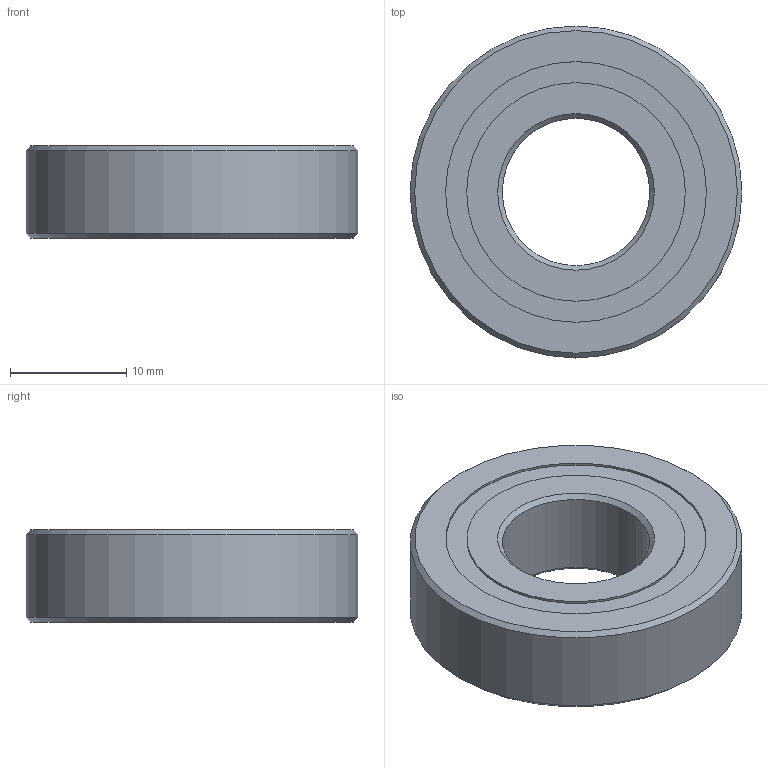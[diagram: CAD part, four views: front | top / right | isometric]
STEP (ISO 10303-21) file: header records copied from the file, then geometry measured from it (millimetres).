
FILE_DESCRIPTION(/* description */ (''),/* implementation_level */ '2;1');
FILE_NAME(/* name */ 'BEARING.stp',/* time_stamp */ '2023-04-23T11:42:40-04:00',/* author */ ('jjdbr'),/* organization */ (''),/* preprocessor_version */ 'ST-DEVELOPER v19',/* originating_system */ 'Autodesk Inventor 2023',/* authorisation */ '');
FILE_SCHEMA (('AUTOMOTIVE_DESIGN { 1 0 10303 214 3 1 1 }'));
Length unit declared in the file: millimetre
Products named in the file (1): FDF-HYDRO.BRAKE-BEARING
Bounding box: 28.57 x 28.57 x 7.94 mm (x, y, z)
Volume: 3526.4 mm3; surface area: 4326.7 mm2
Topology: 14 solids, 14 shells, 34 faces, 72 edges, 46 vertices
Faces by surface type: cylinder 10, sphere 10, plane 8, cone 4, torus 2
Full cylindrical faces by diameter (mm): 12.7 x1, 18.823 x4, 22.452 x4, 28.575 x1
Entity records: 881 total; most frequent: DIRECTION 160, CARTESIAN_POINT 133, ORIENTED_EDGE 104, AXIS2_PLACEMENT_3D 73, EDGE_CURVE 52, VERTEX_POINT 46, EDGE_LOOP 42, CIRCLE 38
